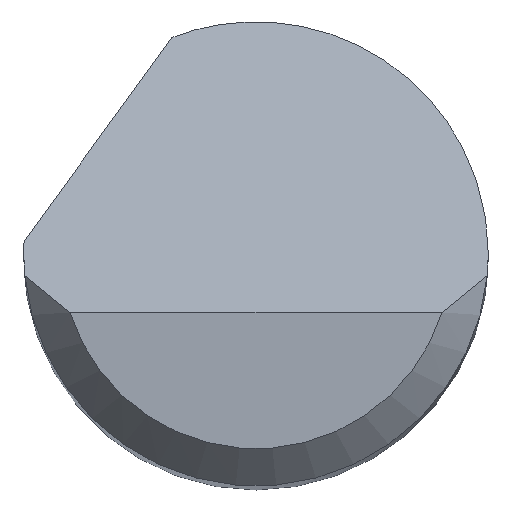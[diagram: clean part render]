
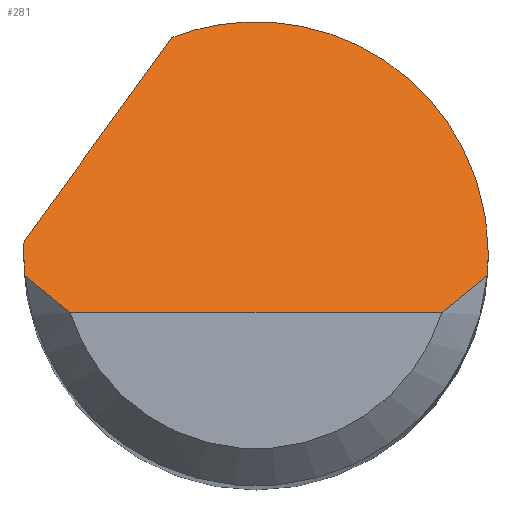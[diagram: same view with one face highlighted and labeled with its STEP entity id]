
A CAD part, top view. The second image highlights one B-rep face of the part: STEP entity #281.
In plain terms, the highlighted planar face has unit normal (0, 0.707, 0.707).
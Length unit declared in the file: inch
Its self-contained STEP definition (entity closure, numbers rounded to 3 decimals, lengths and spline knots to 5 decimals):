
#2 = CARTESIAN_POINT ( 'NONE',  ( -0.09375, 0., 1.22625 ) ) ;
#20 = VERTEX_POINT ( 'NONE', #390 ) ;
#22 = DIRECTION ( 'NONE',  ( 0.456, 0.629, -0.629 ) ) ;
#26 = CARTESIAN_POINT ( 'NONE',  ( -0.09362, 0.005, 1.22125 ) ) ;
#29 = CARTESIAN_POINT ( 'NONE',  ( 0.09334, -0.00875, 1.235 ) ) ;
#37 = CARTESIAN_POINT ( 'NONE',  ( 0.09375, 0., 1.22625 ) ) ;
#39 = DIRECTION ( 'NONE',  ( 1., 0., 0. ) ) ;
#43 = EDGE_CURVE ( 'NONE', #237, #103, #78, .T. ) ;
#45 = CARTESIAN_POINT ( 'NONE',  ( -0.09371, 0.00333, 1.22292 ) ) ;
#47 = CARTESIAN_POINT ( 'NONE',  ( -0.09375, -0.00292, 1.22917 ) ) ;
#58 = CARTESIAN_POINT ( 'NONE',  ( 0.08157, -0.019, 1.24525 ) ) ;
#63 = CARTESIAN_POINT ( 'NONE',  ( -0.07508, -0.02375, 1.25 ) ) ;
#66 = CARTESIAN_POINT ( 'NONE',  ( -0.09375, -0.02375, 1.25 ) ) ;
#76 = CARTESIAN_POINT ( 'NONE',  ( 0.09375, -0.00292, 1.22917 ) ) ;
#78 = LINE ( 'NONE', #394, #208 ) ;
#93 = CARTESIAN_POINT ( 'NONE',  ( -0.09375, 0., 1.22625 ) ) ;
#98 = CARTESIAN_POINT ( 'NONE',  ( 0.08761, -0.01397, 1.24022 ) ) ;
#103 = VERTEX_POINT ( 'NONE', #205 ) ;
#110 = VECTOR ( 'NONE', #22, 39.37008 ) ;
#123 = EDGE_CURVE ( 'NONE', #415, #20, #162, .T. ) ;
#126 = CARTESIAN_POINT ( 'NONE',  ( -0.09362, 0.005, 1.22125 ) ) ;
#129 = EDGE_LOOP ( 'NONE', ( #346, #330, #135, #393, #167, #216, #378, #373 ) ) ;
#135 = ORIENTED_EDGE ( 'NONE', *, *, #470, .F. ) ;
#143 = DIRECTION ( 'NONE',  ( 0., 0.707, -0.707 ) ) ;
#152 = EDGE_CURVE ( 'NONE', #20, #266, #215, .T. ) ;
#158 = EDGE_CURVE ( 'NONE', #316, #302, #384, .T. ) ;
#162 =( BOUNDED_CURVE ( )  B_SPLINE_CURVE ( 3, ( #451, #453, #47, #2 ),
 .UNSPECIFIED., .F., .T. ) 
 B_SPLINE_CURVE_WITH_KNOTS ( ( 4, 4 ),
 ( 4.61892, 4.71239 ),
 .UNSPECIFIED. ) 
 CURVE ( )  GEOMETRIC_REPRESENTATION_ITEM ( )  RATIONAL_B_SPLINE_CURVE ( ( 1., 0.999, 0.999, 1. ) ) 
 REPRESENTATION_ITEM ( '' )  );
#167 = ORIENTED_EDGE ( 'NONE', *, *, #193, .F. ) ;
#193 = EDGE_CURVE ( 'NONE', #266, #316, #489, .T. ) ;
#205 = CARTESIAN_POINT ( 'NONE',  ( 0.07508, -0.02375, 1.25 ) ) ;
#208 = VECTOR ( 'NONE', #39, 39.37008 ) ;
#210 = DIRECTION ( 'NONE',  ( 0., -0.707, -0.707 ) ) ;
#215 =( BOUNDED_CURVE ( )  B_SPLINE_CURVE ( 3, ( #93, #492, #45, #126 ),
 .UNSPECIFIED., .F., .T. ) 
 B_SPLINE_CURVE_WITH_KNOTS ( ( 4, 4 ),
 ( 4.71239, 4.76575 ),
 .UNSPECIFIED. ) 
 CURVE ( )  GEOMETRIC_REPRESENTATION_ITEM ( )  RATIONAL_B_SPLINE_CURVE ( ( 1., 1., 1., 1. ) ) 
 REPRESENTATION_ITEM ( '' )  );
#216 = ORIENTED_EDGE ( 'NONE', *, *, #152, .F. ) ;
#220 = CARTESIAN_POINT ( 'NONE',  ( -0.08761, -0.01397, 1.24022 ) ) ;
#237 = VERTEX_POINT ( 'NONE', #499 ) ;
#238 = B_SPLINE_CURVE_WITH_KNOTS ( 'NONE', 3,
 ( #376, #58, #98, #336 ),
 .UNSPECIFIED., .F., .F.,
 ( 4, 4 ),
 ( 0., 0.00071 ),
 .UNSPECIFIED. ) ;
#254 = PLANE ( 'NONE',  #443 ) ;
#262 = EDGE_CURVE ( 'NONE', #415, #237, #447, .T. ) ;
#266 = VERTEX_POINT ( 'NONE', #26 ) ;
#268 = CARTESIAN_POINT ( 'NONE',  ( -0.11014, -0.01781, 1.24406 ) ) ;
#274 = CARTESIAN_POINT ( 'NONE',  ( 0.09375, 0., 1.22625 ) ) ;
#281 = ADVANCED_FACE ( 'NONE', ( #509 ), #254, .F. ) ;
#302 = VERTEX_POINT ( 'NONE', #37 ) ;
#308 = CARTESIAN_POINT ( 'NONE',  ( 0.09334, -0.00875, 1.235 ) ) ;
#316 = VERTEX_POINT ( 'NONE', #356 ) ;
#330 = ORIENTED_EDGE ( 'NONE', *, *, #399, .T. ) ;
#335 = VERTEX_POINT ( 'NONE', #29 ) ;
#336 = CARTESIAN_POINT ( 'NONE',  ( 0.09334, -0.00875, 1.235 ) ) ;
#346 = ORIENTED_EDGE ( 'NONE', *, *, #43, .T. ) ;
#349 = CARTESIAN_POINT ( 'NONE',  ( 0.09361, -0.00584, 1.23209 ) ) ;
#356 = CARTESIAN_POINT ( 'NONE',  ( -0.03394, 0.08739, 1.13886 ) ) ;
#361 = CARTESIAN_POINT ( 'NONE',  ( -0.03394, 0.08739, 1.13886 ) ) ;
#372 = CARTESIAN_POINT ( 'NONE',  ( 0.09375, 0.07266, 1.15359 ) ) ;
#373 = ORIENTED_EDGE ( 'NONE', *, *, #262, .T. ) ;
#376 = CARTESIAN_POINT ( 'NONE',  ( 0.07508, -0.02375, 1.25 ) ) ;
#377 = CARTESIAN_POINT ( 'NONE',  ( -0.09334, -0.00875, 1.235 ) ) ;
#378 = ORIENTED_EDGE ( 'NONE', *, *, #123, .F. ) ;
#384 =( BOUNDED_CURVE ( )  B_SPLINE_CURVE ( 3, ( #361, #404, #372, #493 ),
 .UNSPECIFIED., .F., .T. ) 
 B_SPLINE_CURVE_WITH_KNOTS ( ( 4, 4 ),
 ( 5.91277, 7.85398 ),
 .UNSPECIFIED. ) 
 CURVE ( )  GEOMETRIC_REPRESENTATION_ITEM ( )  RATIONAL_B_SPLINE_CURVE ( ( 1., 0.71, 0.71, 1. ) ) 
 REPRESENTATION_ITEM ( '' )  );
#390 = CARTESIAN_POINT ( 'NONE',  ( -0.09375, 0., 1.22625 ) ) ;
#393 = ORIENTED_EDGE ( 'NONE', *, *, #158, .F. ) ;
#394 = CARTESIAN_POINT ( 'NONE',  ( 0., -0.02375, 1.25 ) ) ;
#399 = EDGE_CURVE ( 'NONE', #103, #335, #238, .T. ) ;
#404 = CARTESIAN_POINT ( 'NONE',  ( 0.03379, 0.11369, 1.11256 ) ) ;
#410 = CARTESIAN_POINT ( 'NONE',  ( -0.09334, -0.00875, 1.235 ) ) ;
#415 = VERTEX_POINT ( 'NONE', #410 ) ;
#423 = CARTESIAN_POINT ( 'NONE',  ( -0.08157, -0.019, 1.24525 ) ) ;
#443 = AXIS2_PLACEMENT_3D ( 'NONE', #66, #210, #143 ) ;
#447 = B_SPLINE_CURVE_WITH_KNOTS ( 'NONE', 3,
 ( #377, #220, #423, #63 ),
 .UNSPECIFIED., .F., .F.,
 ( 4, 4 ),
 ( 0., 0.00071 ),
 .UNSPECIFIED. ) ;
#451 = CARTESIAN_POINT ( 'NONE',  ( -0.09334, -0.00875, 1.235 ) ) ;
#453 = CARTESIAN_POINT ( 'NONE',  ( -0.09361, -0.00584, 1.23209 ) ) ;
#470 = EDGE_CURVE ( 'NONE', #302, #335, #488, .T. ) ;
#488 =( BOUNDED_CURVE ( )  B_SPLINE_CURVE ( 3, ( #274, #76, #349, #308 ),
 .UNSPECIFIED., .F., .T. ) 
 B_SPLINE_CURVE_WITH_KNOTS ( ( 4, 4 ),
 ( 1.5708, 1.66427 ),
 .UNSPECIFIED. ) 
 CURVE ( )  GEOMETRIC_REPRESENTATION_ITEM ( )  RATIONAL_B_SPLINE_CURVE ( ( 1., 0.999, 0.999, 1. ) ) 
 REPRESENTATION_ITEM ( '' )  );
#489 = LINE ( 'NONE', #268, #110 ) ;
#492 = CARTESIAN_POINT ( 'NONE',  ( -0.09375, 0.00167, 1.22458 ) ) ;
#493 = CARTESIAN_POINT ( 'NONE',  ( 0.09375, 0., 1.22625 ) ) ;
#499 = CARTESIAN_POINT ( 'NONE',  ( -0.07508, -0.02375, 1.25 ) ) ;
#509 = FACE_OUTER_BOUND ( 'NONE', #129, .T. ) ;
